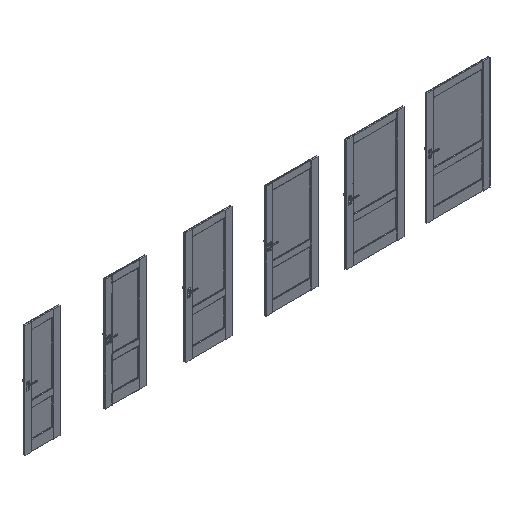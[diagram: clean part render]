
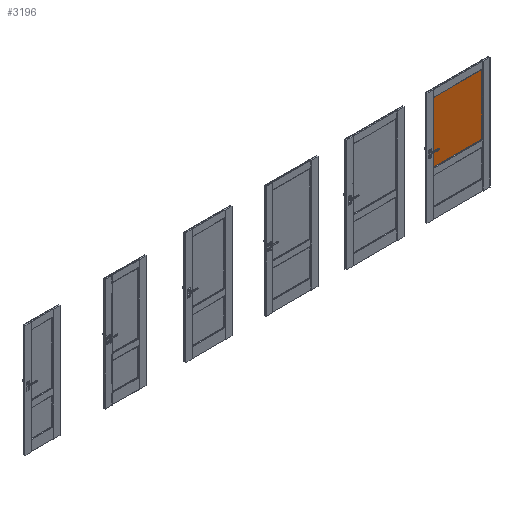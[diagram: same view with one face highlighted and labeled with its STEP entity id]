
A CAD part, isometric view. The second image highlights one B-rep face of the part: STEP entity #3196.
In plain terms, the highlighted planar face has unit normal (0, -1, 0).
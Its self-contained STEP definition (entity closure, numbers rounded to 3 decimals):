
#1888=FACE_OUTER_BOUND('',#6166,.T.);
#3196=ADVANCED_FACE('',(#1888),#4330,.T.);
#4330=PLANE('',#23348);
#6166=EDGE_LOOP('',(#9933,#9934,#9935,#9936));
#9933=ORIENTED_EDGE('',*,*,#16661,.F.);
#9934=ORIENTED_EDGE('',*,*,#16775,.F.);
#9935=ORIENTED_EDGE('',*,*,#16684,.T.);
#9936=ORIENTED_EDGE('',*,*,#16776,.F.);
#14207=VERTEX_POINT('',#36025);
#14208=VERTEX_POINT('',#36027);
#14230=VERTEX_POINT('',#36073);
#14231=VERTEX_POINT('',#36075);
#16661=EDGE_CURVE('',#14207,#14208,#19455,.T.);
#16684=EDGE_CURVE('',#14231,#14230,#19478,.T.);
#16775=EDGE_CURVE('',#14231,#14207,#19564,.T.);
#16776=EDGE_CURVE('',#14208,#14230,#19565,.T.);
#19455=LINE('',#36026,#21519);
#19478=LINE('',#36074,#21542);
#19564=LINE('',#36251,#21628);
#19565=LINE('',#36252,#21629);
#21519=VECTOR('',#27028,1.);
#21542=VECTOR('',#27055,1.);
#21628=VECTOR('',#27185,1.);
#21629=VECTOR('',#27186,1.);
#23348=AXIS2_PLACEMENT_3D('',#36253,#27187,#27188);
#27028=DIRECTION('',(0.,0.,1.));
#27055=DIRECTION('',(0.,0.,1.));
#27185=DIRECTION('',(-1.,0.,0.));
#27186=DIRECTION('',(1.,0.,0.));
#27187=DIRECTION('',(0.,-1.,0.));
#27188=DIRECTION('',(0.,0.,-1.));
#36025=CARTESIAN_POINT('',(7056.,-22.8,797.));
#36026=CARTESIAN_POINT('',(7056.,-22.8,2070.));
#36027=CARTESIAN_POINT('',(7056.,-22.8,1901.5));
#36073=CARTESIAN_POINT('',(7944.,-22.8,1901.5));
#36074=CARTESIAN_POINT('',(7944.,-22.8,1349.25));
#36075=CARTESIAN_POINT('',(7944.,-22.8,797.));
#36251=CARTESIAN_POINT('',(8460.,-22.8,797.));
#36252=CARTESIAN_POINT('',(8460.,-22.8,1901.5));
#36253=CARTESIAN_POINT('',(7500.,-22.8,1349.25));
